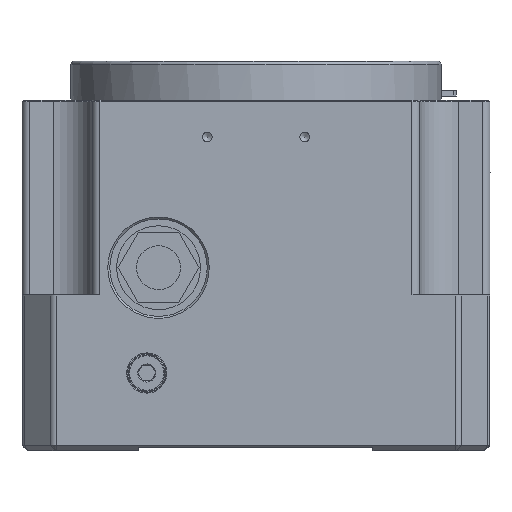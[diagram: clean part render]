
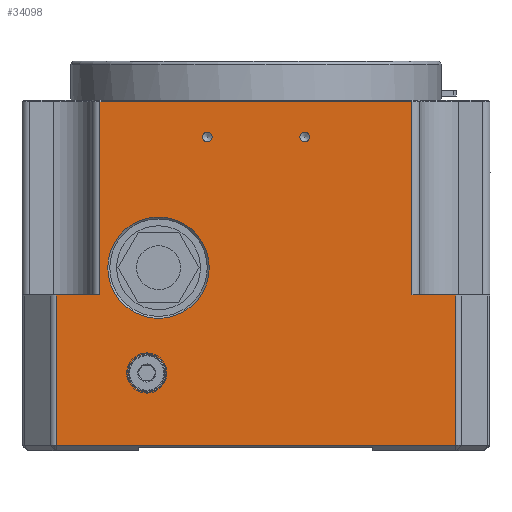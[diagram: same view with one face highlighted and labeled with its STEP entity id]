
A CAD part, left-side view. The second image highlights one B-rep face of the part: STEP entity #34098.
In plain terms, the highlighted planar face has unit normal (-1, 0, 0).
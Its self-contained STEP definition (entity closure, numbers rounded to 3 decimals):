
#110 = VECTOR ( 'NONE', #11874, 1000. ) ;
#151 = EDGE_CURVE ( 'NONE', #31915, #33563, #38894, .T. ) ;
#195 = DIRECTION ( 'NONE',  ( 0., 0., 1. ) ) ;
#222 = CARTESIAN_POINT ( 'NONE',  ( -60., -40., 90. ) ) ;
#231 = LINE ( 'NONE', #222, #8253 ) ;
#429 = EDGE_CURVE ( 'NONE', #26320, #28138, #35536, .T. ) ;
#1177 = DIRECTION ( 'NONE',  ( 0., 1., 0. ) ) ;
#1202 = DIRECTION ( 'NONE',  ( 1., 0., 0. ) ) ;
#1243 = CARTESIAN_POINT ( 'NONE',  ( -60., -12.5, 80.5 ) ) ;
#1758 = AXIS2_PLACEMENT_3D ( 'NONE', #5197, #5182, #5132 ) ;
#2123 = CARTESIAN_POINT ( 'NONE',  ( -60., -40., 89.5 ) ) ;
#3254 = EDGE_CURVE ( 'NONE', #11447, #11447, #21304, .T. ) ;
#3297 = ORIENTED_EDGE ( 'NONE', *, *, #33932, .F. ) ;
#3565 = AXIS2_PLACEMENT_3D ( 'NONE', #1243, #1202, #1177 ) ;
#3968 = CARTESIAN_POINT ( 'NONE',  ( -60., 32.9, 20. ) ) ;
#3974 = EDGE_CURVE ( 'NONE', #11097, #11097, #24835, .T. ) ;
#4022 = VERTEX_POINT ( 'NONE', #3968 ) ;
#4042 = CARTESIAN_POINT ( 'NONE',  ( -60., -51.172, 1.5 ) ) ;
#4293 = CARTESIAN_POINT ( 'NONE',  ( -60., 40., 89.5 ) ) ;
#5132 = DIRECTION ( 'NONE',  ( 0., 1., 0. ) ) ;
#5182 = DIRECTION ( 'NONE',  ( 1., 0., 0. ) ) ;
#5197 = CARTESIAN_POINT ( 'NONE',  ( -60., 25., 47. ) ) ;
#5360 = DIRECTION ( 'NONE',  ( 0., -1., 0. ) ) ;
#5369 = CARTESIAN_POINT ( 'NONE',  ( -60., 60., 1.5 ) ) ;
#5415 = LINE ( 'NONE', #5369, #32849 ) ;
#6546 = EDGE_LOOP ( 'NONE', ( #38909, #36575, #14104, #22682, #38013, #40491, #23604, #3297 ) ) ;
#7108 = AXIS2_PLACEMENT_3D ( 'NONE', #29742, #29734, #29697 ) ;
#7537 = ORIENTED_EDGE ( 'NONE', *, *, #3254, .T. ) ;
#8253 = VECTOR ( 'NONE', #195, 1000. ) ;
#8874 = VECTOR ( 'NONE', #33538, 1000. ) ;
#10702 = EDGE_LOOP ( 'NONE', ( #23195 ) ) ;
#11091 = CARTESIAN_POINT ( 'NONE',  ( -60., 13.75, 80.5 ) ) ;
#11097 = VERTEX_POINT ( 'NONE', #11091 ) ;
#11194 = CIRCLE ( 'NONE', #34391, 4.9 ) ;
#11444 = CARTESIAN_POINT ( 'NONE',  ( -60., -11.25, 80.5 ) ) ;
#11447 = VERTEX_POINT ( 'NONE', #11444 ) ;
#11874 = DIRECTION ( 'NONE',  ( 0., 1., 0. ) ) ;
#11917 = CARTESIAN_POINT ( 'NONE',  ( -60., 40., 89.5 ) ) ;
#11921 = LINE ( 'NONE', #11917, #110 ) ;
#12203 = EDGE_CURVE ( 'NONE', #15411, #28138, #33599, .T. ) ;
#12892 = EDGE_LOOP ( 'NONE', ( #25360 ) ) ;
#13108 = VECTOR ( 'NONE', #19543, 1000. ) ;
#14104 = ORIENTED_EDGE ( 'NONE', *, *, #429, .T. ) ;
#14881 = EDGE_CURVE ( 'NONE', #4022, #4022, #11194, .T. ) ;
#15411 = VERTEX_POINT ( 'NONE', #26996 ) ;
#16785 = DIRECTION ( 'NONE',  ( 0., 1., 0. ) ) ;
#16791 = DIRECTION ( 'NONE',  ( 1., 0., 0. ) ) ;
#16794 = CARTESIAN_POINT ( 'NONE',  ( -60., 60., 90. ) ) ;
#16831 = PLANE ( 'NONE',  #37577 ) ;
#16843 = FACE_OUTER_BOUND ( 'NONE', #6546, .T. ) ;
#16889 = FACE_BOUND ( 'NONE', #10702, .T. ) ;
#16891 = FACE_BOUND ( 'NONE', #24019, .T. ) ;
#16936 = FACE_BOUND ( 'NONE', #12892, .T. ) ;
#16945 = FACE_BOUND ( 'NONE', #30856, .T. ) ;
#17509 = EDGE_CURVE ( 'NONE', #15411, #30108, #231, .T. ) ;
#19543 = DIRECTION ( 'NONE',  ( 0., -1., 0. ) ) ;
#19544 = CIRCLE ( 'NONE', #1758, 13. ) ;
#19555 = CARTESIAN_POINT ( 'NONE',  ( -60., 60., 40. ) ) ;
#19601 = LINE ( 'NONE', #19555, #13108 ) ;
#20834 = VERTEX_POINT ( 'NONE', #37898 ) ;
#21304 = CIRCLE ( 'NONE', #3565, 1.25 ) ;
#22590 = VECTOR ( 'NONE', #35483, 1000. ) ;
#22682 = ORIENTED_EDGE ( 'NONE', *, *, #12203, .F. ) ;
#23154 = CARTESIAN_POINT ( 'NONE',  ( -60., 40., 40. ) ) ;
#23195 = ORIENTED_EDGE ( 'NONE', *, *, #3974, .T. ) ;
#23604 = ORIENTED_EDGE ( 'NONE', *, *, #151, .T. ) ;
#24019 = EDGE_LOOP ( 'NONE', ( #7537 ) ) ;
#24169 = CARTESIAN_POINT ( 'NONE',  ( -60., -51.172, 40. ) ) ;
#24835 = CIRCLE ( 'NONE', #7108, 1.25 ) ;
#25360 = ORIENTED_EDGE ( 'NONE', *, *, #29812, .T. ) ;
#25768 = EDGE_CURVE ( 'NONE', #30108, #31915, #11921, .T. ) ;
#26320 = VERTEX_POINT ( 'NONE', #4042 ) ;
#26996 = CARTESIAN_POINT ( 'NONE',  ( -60., -40., 40. ) ) ;
#28138 = VERTEX_POINT ( 'NONE', #24169 ) ;
#29697 = DIRECTION ( 'NONE',  ( 0., 1., 0. ) ) ;
#29734 = DIRECTION ( 'NONE',  ( 1., 0., 0. ) ) ;
#29742 = CARTESIAN_POINT ( 'NONE',  ( -60., 12.5, 80.5 ) ) ;
#29812 = EDGE_CURVE ( 'NONE', #34899, #34899, #19544, .T. ) ;
#30108 = VERTEX_POINT ( 'NONE', #2123 ) ;
#30856 = EDGE_LOOP ( 'NONE', ( #32595 ) ) ;
#30942 = VECTOR ( 'NONE', #31159, 1000. ) ;
#31159 = DIRECTION ( 'NONE',  ( 0., 0., -1. ) ) ;
#31205 = CARTESIAN_POINT ( 'NONE',  ( -60., 51.172, 0. ) ) ;
#31215 = LINE ( 'NONE', #31205, #30942 ) ;
#31915 = VERTEX_POINT ( 'NONE', #4293 ) ;
#32486 = DIRECTION ( 'NONE',  ( 0., 1., 0. ) ) ;
#32496 = DIRECTION ( 'NONE',  ( 1., 0., 0. ) ) ;
#32519 = CARTESIAN_POINT ( 'NONE',  ( -60., 28., 20. ) ) ;
#32595 = ORIENTED_EDGE ( 'NONE', *, *, #14881, .T. ) ;
#32837 = EDGE_CURVE ( 'NONE', #20834, #39142, #31215, .T. ) ;
#32849 = VECTOR ( 'NONE', #5360, 1000. ) ;
#33538 = DIRECTION ( 'NONE',  ( 0., -1., 0. ) ) ;
#33563 = VERTEX_POINT ( 'NONE', #23154 ) ;
#33589 = CARTESIAN_POINT ( 'NONE',  ( -60., -60., 40. ) ) ;
#33599 = LINE ( 'NONE', #33589, #8874 ) ;
#33932 = EDGE_CURVE ( 'NONE', #20834, #33563, #19601, .T. ) ;
#34098 = ADVANCED_FACE ( 'NONE', ( #16945, #16936, #16891, #16889, #16843 ), #16831, .F. ) ;
#34391 = AXIS2_PLACEMENT_3D ( 'NONE', #32519, #32496, #32486 ) ;
#34866 = CARTESIAN_POINT ( 'NONE',  ( -60., 38., 47. ) ) ;
#34899 = VERTEX_POINT ( 'NONE', #34866 ) ;
#35086 = EDGE_CURVE ( 'NONE', #39142, #26320, #5415, .T. ) ;
#35483 = DIRECTION ( 'NONE',  ( 0., 0., 1. ) ) ;
#35506 = CARTESIAN_POINT ( 'NONE',  ( -60., -51.172, 40. ) ) ;
#35536 = LINE ( 'NONE', #35506, #22590 ) ;
#36575 = ORIENTED_EDGE ( 'NONE', *, *, #35086, .T. ) ;
#37577 = AXIS2_PLACEMENT_3D ( 'NONE', #16794, #16791, #16785 ) ;
#37870 = CARTESIAN_POINT ( 'NONE',  ( -60., 51.172, 1.5 ) ) ;
#37898 = CARTESIAN_POINT ( 'NONE',  ( -60., 51.172, 40. ) ) ;
#38013 = ORIENTED_EDGE ( 'NONE', *, *, #17509, .T. ) ;
#38829 = DIRECTION ( 'NONE',  ( 0., 0., -1. ) ) ;
#38852 = CARTESIAN_POINT ( 'NONE',  ( -60., 40., 90. ) ) ;
#38894 = LINE ( 'NONE', #38852, #39472 ) ;
#38909 = ORIENTED_EDGE ( 'NONE', *, *, #32837, .T. ) ;
#39142 = VERTEX_POINT ( 'NONE', #37870 ) ;
#39472 = VECTOR ( 'NONE', #38829, 1000. ) ;
#40491 = ORIENTED_EDGE ( 'NONE', *, *, #25768, .T. ) ;
